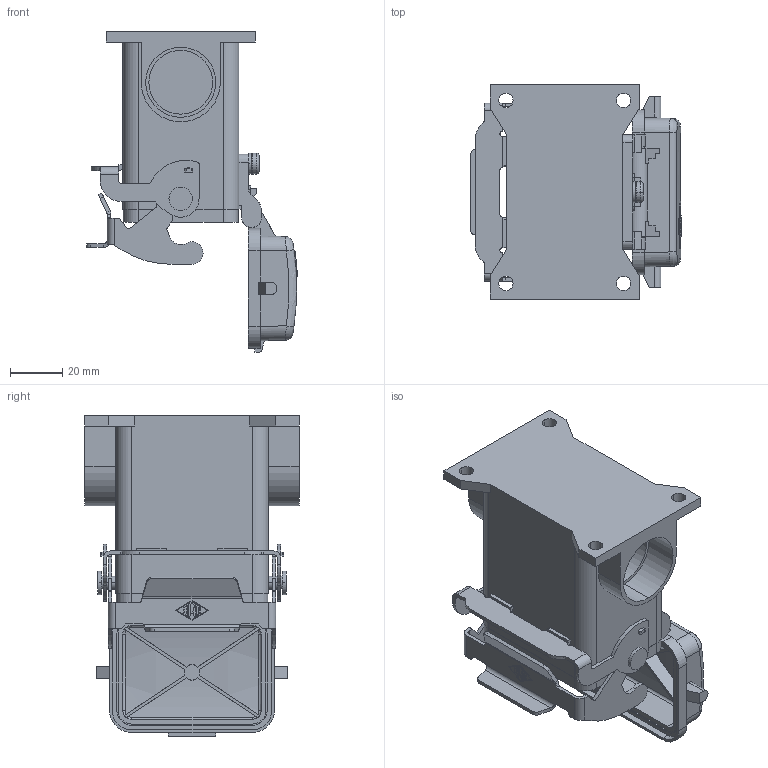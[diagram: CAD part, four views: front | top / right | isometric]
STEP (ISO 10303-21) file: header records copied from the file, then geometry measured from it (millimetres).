
FILE_DESCRIPTION(('Creo Elements/Direct Modeling STEP Export'),'2;1');
FILE_NAME('0lndrp33rqlb8o94740','2015-07-21T10:45:06',(''),(''),'Creo Elements/Direct Modeling STEP processor for AP214 (Solid Model)','Creo Elements/Direct Modeling 18.1F 24-Jul-2014 (C) Parametric Technology GmbH','');
FILE_SCHEMA(('AUTOMOTIVE_DESIGN { 1 0 10303 214 1 1 1 1 }'));
Length unit declared in the file: millimetre
Products named in the file (2): CVAP_06_LSP21
Assembly tree (1 placements, depth 2):
  CVAP_06_LSP21
    CVAP_06_LSP21
Bounding box: 80.58 x 82 x 122.73 mm (x, y, z)
Volume: 108366.9 mm3; surface area: 62495.8 mm2
Topology: 1 solids, 1 shells, 649 faces, 1794 edges, 1181 vertices
Faces by surface type: plane 352, cylinder 261, bspline 26, torus 10
Entity records: 31389 total; most frequent: CARTESIAN_POINT 14908, ORIENTED_EDGE 3588, DIRECTION 3250, EDGE_CURVE 1794, VERTEX_POINT 1181, VECTOR 1120, LINE 1120, AXIS2_PLACEMENT_3D 1065
